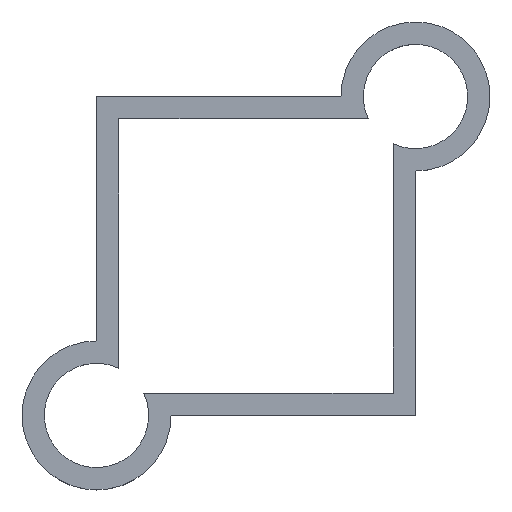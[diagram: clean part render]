
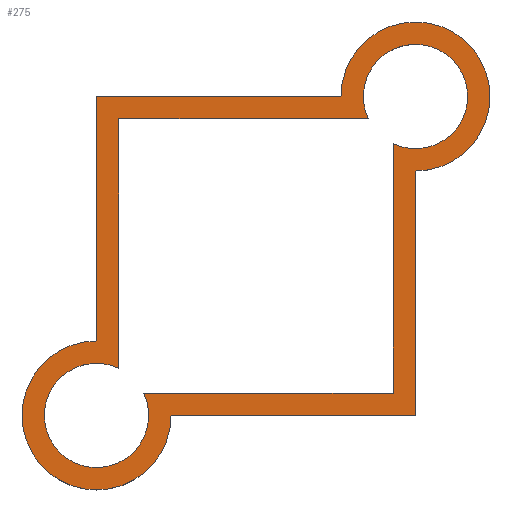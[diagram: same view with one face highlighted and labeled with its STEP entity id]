
A CAD part, top view. The second image highlights one B-rep face of the part: STEP entity #275.
In plain terms, the highlighted planar face has unit normal (0, 0, 1).
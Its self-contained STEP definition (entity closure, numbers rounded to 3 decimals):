
#14=FACE_BOUND('',#62,.T.);
#24=CIRCLE('',#295,35.);
#26=CIRCLE('',#300,35.);
#28=CIRCLE('',#305,50.);
#30=CIRCLE('',#310,50.);
#47=FACE_OUTER_BOUND('',#61,.T.);
#61=EDGE_LOOP('',(#229,#230,#231,#232,#233,#234));
#62=EDGE_LOOP('',(#235,#236,#237,#238,#239,#240));
#67=LINE('',#395,#95);
#70=LINE('',#401,#98);
#74=LINE('',#413,#102);
#77=LINE('',#419,#105);
#81=LINE('',#431,#109);
#84=LINE('',#437,#112);
#88=LINE('',#449,#116);
#91=LINE('',#455,#119);
#95=VECTOR('',#319,10.);
#98=VECTOR('',#324,10.);
#102=VECTOR('',#336,10.);
#105=VECTOR('',#341,10.);
#109=VECTOR('',#353,10.);
#112=VECTOR('',#358,10.);
#116=VECTOR('',#370,10.);
#119=VECTOR('',#375,10.);
#123=VERTEX_POINT('',#392);
#124=VERTEX_POINT('',#394);
#126=VERTEX_POINT('',#400);
#128=VERTEX_POINT('',#406);
#130=VERTEX_POINT('',#412);
#132=VERTEX_POINT('',#418);
#135=VERTEX_POINT('',#428);
#136=VERTEX_POINT('',#430);
#138=VERTEX_POINT('',#436);
#140=VERTEX_POINT('',#442);
#142=VERTEX_POINT('',#448);
#144=VERTEX_POINT('',#454);
#147=EDGE_CURVE('',#124,#123,#67,.T.);
#150=EDGE_CURVE('',#126,#124,#70,.T.);
#153=EDGE_CURVE('',#128,#126,#24,.T.);
#156=EDGE_CURVE('',#130,#128,#74,.T.);
#159=EDGE_CURVE('',#132,#130,#77,.T.);
#162=EDGE_CURVE('',#123,#132,#26,.T.);
#165=EDGE_CURVE('',#136,#135,#81,.T.);
#168=EDGE_CURVE('',#138,#136,#84,.T.);
#171=EDGE_CURVE('',#140,#138,#28,.T.);
#174=EDGE_CURVE('',#142,#140,#88,.T.);
#177=EDGE_CURVE('',#144,#142,#91,.T.);
#180=EDGE_CURVE('',#135,#144,#30,.T.);
#229=ORIENTED_EDGE('',*,*,#180,.T.);
#230=ORIENTED_EDGE('',*,*,#177,.T.);
#231=ORIENTED_EDGE('',*,*,#174,.T.);
#232=ORIENTED_EDGE('',*,*,#171,.T.);
#233=ORIENTED_EDGE('',*,*,#168,.T.);
#234=ORIENTED_EDGE('',*,*,#165,.T.);
#235=ORIENTED_EDGE('',*,*,#162,.T.);
#236=ORIENTED_EDGE('',*,*,#159,.T.);
#237=ORIENTED_EDGE('',*,*,#156,.T.);
#238=ORIENTED_EDGE('',*,*,#153,.T.);
#239=ORIENTED_EDGE('',*,*,#150,.T.);
#240=ORIENTED_EDGE('',*,*,#147,.T.);
#261=PLANE('',#311);
#275=ADVANCED_FACE('',(#47,#14),#261,.T.);
#295=AXIS2_PLACEMENT_3D('',#407,#330,#331);
#300=AXIS2_PLACEMENT_3D('',#423,#347,#348);
#305=AXIS2_PLACEMENT_3D('',#443,#364,#365);
#310=AXIS2_PLACEMENT_3D('',#459,#381,#382);
#311=AXIS2_PLACEMENT_3D('',#460,#383,#384);
#319=DIRECTION('',(-1.,0.,0.));
#324=DIRECTION('',(0.,-1.,0.));
#330=DIRECTION('center_axis',(0.,0.,-1.));
#331=DIRECTION('ref_axis',(-0.429,-0.904,0.));
#336=DIRECTION('',(1.,0.,0.));
#341=DIRECTION('',(0.,1.,0.));
#347=DIRECTION('center_axis',(0.,0.,-1.));
#348=DIRECTION('ref_axis',(0.429,0.904,0.));
#353=DIRECTION('',(0.,-1.,0.));
#358=DIRECTION('',(-1.,0.,0.));
#364=DIRECTION('center_axis',(0.,0.,1.));
#365=DIRECTION('ref_axis',(0.,-1.,0.));
#370=DIRECTION('',(0.,1.,0.));
#375=DIRECTION('',(1.,0.,0.));
#381=DIRECTION('center_axis',(0.,0.,1.));
#382=DIRECTION('ref_axis',(0.,1.,0.));
#383=DIRECTION('center_axis',(0.,0.,1.));
#384=DIRECTION('ref_axis',(1.,0.,0.));
#392=CARTESIAN_POINT('',(31.623,15.,20.));
#394=CARTESIAN_POINT('',(199.,15.,20.));
#395=CARTESIAN_POINT('',(15.,15.,20.));
#400=CARTESIAN_POINT('',(199.,182.377,20.));
#401=CARTESIAN_POINT('',(199.,15.,20.));
#406=CARTESIAN_POINT('',(182.377,199.,20.));
#407=CARTESIAN_POINT('Origin',(214.,214.,20.));
#412=CARTESIAN_POINT('',(15.,199.,20.));
#413=CARTESIAN_POINT('',(182.377,199.,20.));
#418=CARTESIAN_POINT('',(15.,31.623,20.));
#419=CARTESIAN_POINT('',(15.,199.,20.));
#423=CARTESIAN_POINT('Origin',(0.,0.,20.));
#428=CARTESIAN_POINT('',(0.,50.,20.));
#430=CARTESIAN_POINT('',(0.,214.,20.));
#431=CARTESIAN_POINT('',(0.,214.,20.));
#436=CARTESIAN_POINT('',(164.,214.,20.));
#437=CARTESIAN_POINT('',(164.,214.,20.));
#442=CARTESIAN_POINT('',(214.,164.,20.));
#443=CARTESIAN_POINT('Origin',(214.,214.,20.));
#448=CARTESIAN_POINT('',(214.,0.,20.));
#449=CARTESIAN_POINT('',(214.,0.,20.));
#454=CARTESIAN_POINT('',(50.,0.,20.));
#455=CARTESIAN_POINT('',(50.,0.,20.));
#459=CARTESIAN_POINT('Origin',(0.,0.,20.));
#460=CARTESIAN_POINT('Origin',(107.,107.,20.));
